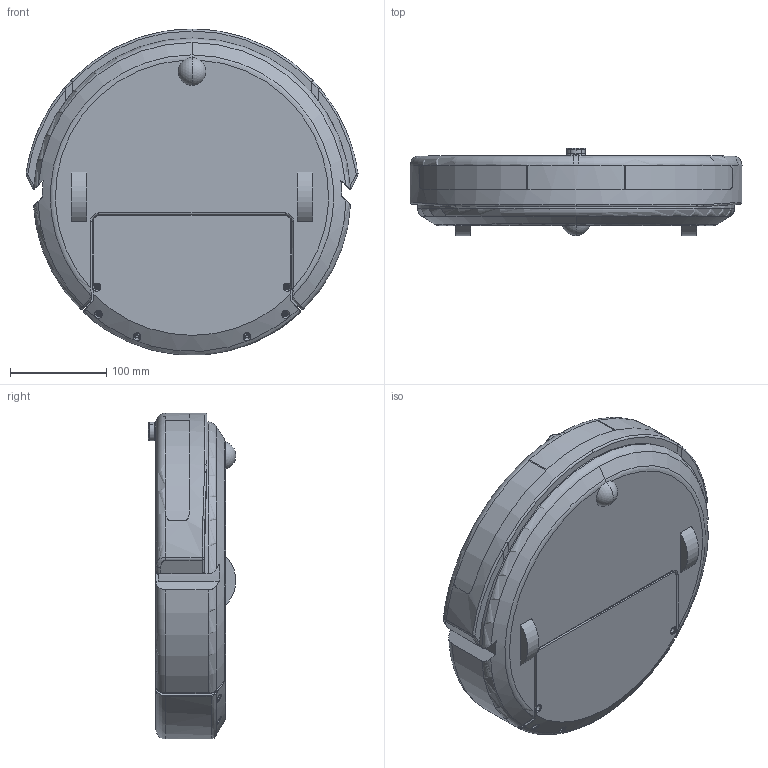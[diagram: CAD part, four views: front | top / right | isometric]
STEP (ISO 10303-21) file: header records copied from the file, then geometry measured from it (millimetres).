
FILE_DESCRIPTION (( 'STEP AP214' ), '1' );
FILE_NAME ('iRobot_iCreate.STEP', '2019-08-08T13:00:22', ( '' ), ( '' ), 'SwSTEP 2.0', 'SolidWorks 2018', '' );
FILE_SCHEMA (( 'AUTOMOTIVE_DESIGN' ));
Length unit declared in the file: millimetre
Products named in the file (19): socket button head cap screw_ai; iRobot_Create2; socket button head cap screw_ai_SBHCSCREW 0.125-44x0.3125-HX-S; iRobot_iCreate; iRobot_Create2_Top_Plate; c2binbottomwithoutcaster
Assembly tree (14 placements, depth 2):
  socket button head cap screw_ai
  iRobot_Create2
  socket button head cap screw_ai
  socket button head cap screw_ai
  socket button head cap screw_ai
Bounding box: 345.19 x 90.95 x 338.87 mm (x, y, z)
Volume: 4700130 mm3; surface area: 526086.2 mm2
Topology: 17 solids, 17 shells, 1853 faces, 4789 edges, 3008 vertices
Faces by surface type: cone 759, cylinder 519, plane 371, bspline 103, torus 65, sphere 36
Entity records: 35356 total; most frequent: CARTESIAN_POINT 14544, ORIENTED_EDGE 4326, DIRECTION 4215, EDGE_CURVE 2163, AXIS2_PLACEMENT_3D 1736, VERTEX_POINT 1398, CIRCLE 978, EDGE_LOOP 957
